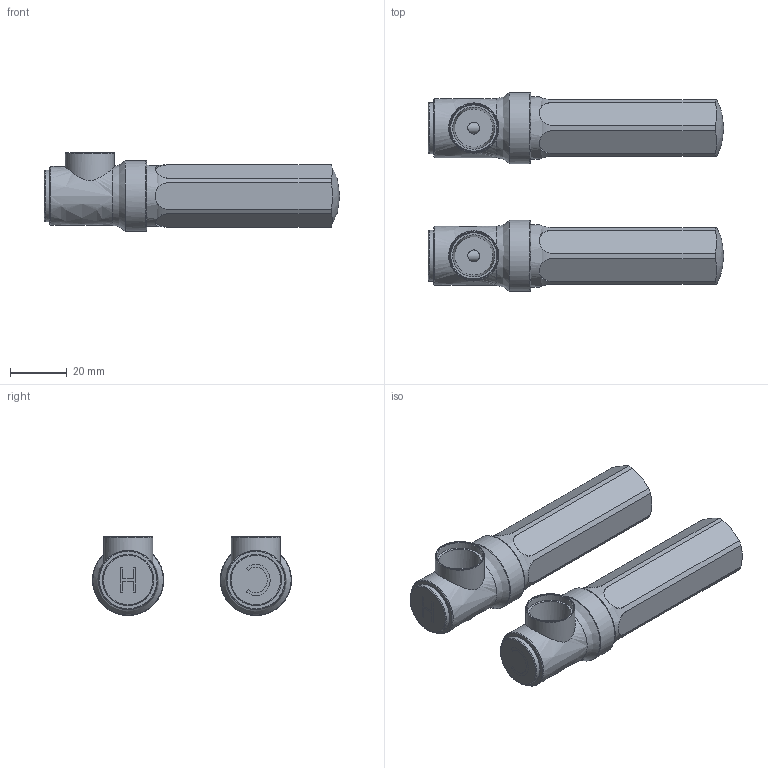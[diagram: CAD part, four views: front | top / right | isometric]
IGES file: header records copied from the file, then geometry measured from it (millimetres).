
Global section: file name: V651-L; native system: Autodesk Inventor 2018; preprocessor: unknown; author: adaniels; date: 20171205.142206; units: millimetre
Bounding box: 104 x 70 x 27.8 mm (x, y, z)
Volume: 68314.3 mm3; surface area: 28447.4 mm2
Topology: 14 solids, 14 shells, 308 faces, 866 edges, 610 vertices
Faces by surface type: bspline 308
